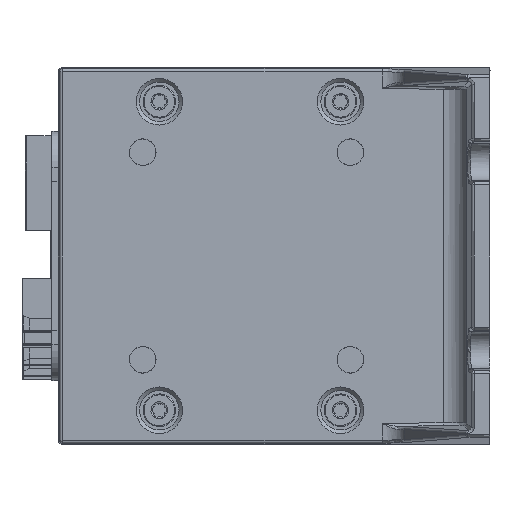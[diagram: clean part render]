
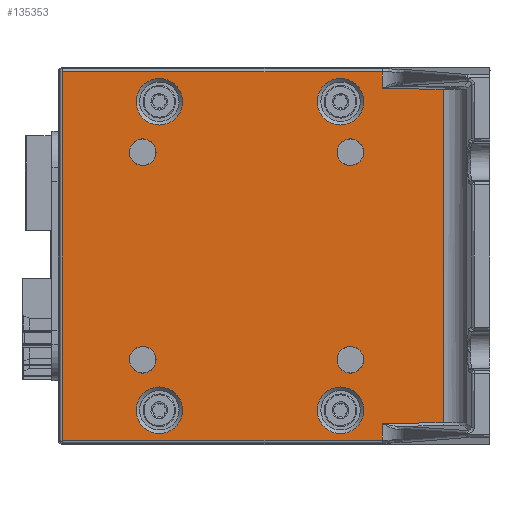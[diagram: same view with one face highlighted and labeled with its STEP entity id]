
A CAD part, left-side view. The second image highlights one B-rep face of the part: STEP entity #135353.
In plain terms, the highlighted planar face has unit normal (-1, 0, 0).
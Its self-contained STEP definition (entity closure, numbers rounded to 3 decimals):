
#1921=CIRCLE('',#141701,2.25);
#1923=CIRCLE('',#141704,2.25);
#1925=CIRCLE('',#141707,2.25);
#1927=CIRCLE('',#141710,2.25);
#1929=CIRCLE('',#141713,3.925);
#1931=CIRCLE('',#141716,3.925);
#1933=CIRCLE('',#141719,3.925);
#1935=CIRCLE('',#141722,3.925);
#3778=FACE_BOUND('',#28770,.T.);
#3779=FACE_BOUND('',#28771,.T.);
#3780=FACE_BOUND('',#28772,.T.);
#3781=FACE_BOUND('',#28773,.T.);
#3782=FACE_BOUND('',#28774,.T.);
#3783=FACE_BOUND('',#28775,.T.);
#3784=FACE_BOUND('',#28776,.T.);
#3785=FACE_BOUND('',#28777,.T.);
#20858=FACE_OUTER_BOUND('',#28769,.T.);
#28769=EDGE_LOOP('',(#121343,#121344,#121345,#121346,#121347,#121348,#121349,
#121350));
#28770=EDGE_LOOP('',(#121351));
#28771=EDGE_LOOP('',(#121352));
#28772=EDGE_LOOP('',(#121353));
#28773=EDGE_LOOP('',(#121354));
#28774=EDGE_LOOP('',(#121355));
#28775=EDGE_LOOP('',(#121356));
#28776=EDGE_LOOP('',(#121357));
#28777=EDGE_LOOP('',(#121358));
#39853=LINE('',#264364,#51329);
#39855=LINE('',#264371,#51331);
#39856=LINE('',#264375,#51332);
#39866=LINE('',#264873,#51342);
#39871=LINE('',#264959,#51347);
#39872=LINE('',#264962,#51348);
#39873=LINE('',#264963,#51349);
#39874=LINE('',#264964,#51350);
#51329=VECTOR('',#163810,1.);
#51331=VECTOR('',#163816,1.);
#51332=VECTOR('',#163821,1.);
#51342=VECTOR('',#163873,1.);
#51347=VECTOR('',#163890,1.);
#51348=VECTOR('',#163893,1.);
#51349=VECTOR('',#163894,1.);
#51350=VECTOR('',#163895,1.);
#64638=VERTEX_POINT('',#264133);
#64640=VERTEX_POINT('',#264139);
#64642=VERTEX_POINT('',#264145);
#64644=VERTEX_POINT('',#264151);
#64646=VERTEX_POINT('',#264157);
#64648=VERTEX_POINT('',#264163);
#64650=VERTEX_POINT('',#264169);
#64652=VERTEX_POINT('',#264175);
#64670=VERTEX_POINT('',#264310);
#64672=VERTEX_POINT('',#264362);
#64675=VERTEX_POINT('',#264369);
#64676=VERTEX_POINT('',#264374);
#64696=VERTEX_POINT('',#264719);
#64698=VERTEX_POINT('',#264872);
#64703=VERTEX_POINT('',#264957);
#64704=VERTEX_POINT('',#264961);
#83815=EDGE_CURVE('',#64638,#64638,#1921,.T.);
#83818=EDGE_CURVE('',#64640,#64640,#1923,.T.);
#83821=EDGE_CURVE('',#64642,#64642,#1925,.T.);
#83824=EDGE_CURVE('',#64644,#64644,#1927,.T.);
#83827=EDGE_CURVE('',#64646,#64646,#1929,.T.);
#83830=EDGE_CURVE('',#64648,#64648,#1931,.T.);
#83833=EDGE_CURVE('',#64650,#64650,#1933,.T.);
#83836=EDGE_CURVE('',#64652,#64652,#1935,.T.);
#83864=EDGE_CURVE('',#64670,#64672,#39853,.T.);
#83867=EDGE_CURVE('',#64672,#64675,#39855,.T.);
#83869=EDGE_CURVE('',#64675,#64676,#39856,.T.);
#83902=EDGE_CURVE('',#64696,#64698,#39866,.T.);
#83912=EDGE_CURVE('',#64698,#64703,#39871,.T.);
#83913=EDGE_CURVE('',#64703,#64704,#39872,.T.);
#83914=EDGE_CURVE('',#64704,#64670,#39873,.T.);
#83915=EDGE_CURVE('',#64676,#64696,#39874,.T.);
#121343=ORIENTED_EDGE('',*,*,#83913,.T.);
#121344=ORIENTED_EDGE('',*,*,#83914,.T.);
#121345=ORIENTED_EDGE('',*,*,#83864,.T.);
#121346=ORIENTED_EDGE('',*,*,#83867,.T.);
#121347=ORIENTED_EDGE('',*,*,#83869,.T.);
#121348=ORIENTED_EDGE('',*,*,#83915,.T.);
#121349=ORIENTED_EDGE('',*,*,#83902,.T.);
#121350=ORIENTED_EDGE('',*,*,#83912,.T.);
#121351=ORIENTED_EDGE('',*,*,#83824,.T.);
#121352=ORIENTED_EDGE('',*,*,#83821,.T.);
#121353=ORIENTED_EDGE('',*,*,#83818,.T.);
#121354=ORIENTED_EDGE('',*,*,#83815,.T.);
#121355=ORIENTED_EDGE('',*,*,#83836,.T.);
#121356=ORIENTED_EDGE('',*,*,#83833,.T.);
#121357=ORIENTED_EDGE('',*,*,#83830,.T.);
#121358=ORIENTED_EDGE('',*,*,#83827,.T.);
#128110=PLANE('',#141772);
#135353=ADVANCED_FACE('',(#20858,#3778,#3779,#3780,#3781,#3782,#3783,#3784,
#3785),#128110,.F.);
#141701=AXIS2_PLACEMENT_3D('',#264135,#163712,#163713);
#141704=AXIS2_PLACEMENT_3D('',#264141,#163719,#163720);
#141707=AXIS2_PLACEMENT_3D('',#264147,#163726,#163727);
#141710=AXIS2_PLACEMENT_3D('',#264153,#163733,#163734);
#141713=AXIS2_PLACEMENT_3D('',#264159,#163740,#163741);
#141716=AXIS2_PLACEMENT_3D('',#264165,#163747,#163748);
#141719=AXIS2_PLACEMENT_3D('',#264171,#163754,#163755);
#141722=AXIS2_PLACEMENT_3D('',#264177,#163761,#163762);
#141772=AXIS2_PLACEMENT_3D('',#264960,#163891,#163892);
#163712=DIRECTION('center_axis',(1.,0.,0.));
#163713=DIRECTION('ref_axis',(0.,0.,
-1.));
#163719=DIRECTION('center_axis',(1.,0.,0.));
#163720=DIRECTION('ref_axis',(0.,0.,
-1.));
#163726=DIRECTION('center_axis',(1.,0.,0.));
#163727=DIRECTION('ref_axis',(0.,0.,
1.));
#163733=DIRECTION('center_axis',(1.,0.,0.));
#163734=DIRECTION('ref_axis',(0.,0.,
1.));
#163740=DIRECTION('center_axis',(1.,0.,0.));
#163741=DIRECTION('ref_axis',(0.,0.,
-1.));
#163747=DIRECTION('center_axis',(1.,0.,0.));
#163748=DIRECTION('ref_axis',(0.,0.,
-1.));
#163754=DIRECTION('center_axis',(1.,0.,0.));
#163755=DIRECTION('ref_axis',(0.,0.,
-1.));
#163761=DIRECTION('center_axis',(1.,0.,0.));
#163762=DIRECTION('ref_axis',(0.,0.,
-1.));
#163810=DIRECTION('',(0.,1.,0.));
#163816=DIRECTION('',(0.,0.,-1.));
#163821=DIRECTION('',(0.,-1.,0.));
#163873=DIRECTION('',(0.,-1.,0.017));
#163890=DIRECTION('',(0.,0.,1.));
#163891=DIRECTION('center_axis',(1.,0.,0.));
#163892=DIRECTION('ref_axis',(0.,0.,
-1.));
#163893=DIRECTION('',(0.,1.,0.017));
#163894=DIRECTION('',(0.,0.,1.));
#163895=DIRECTION('',(0.,0.,1.));
#264133=CARTESIAN_POINT('',(-4.,23.2,19.75));
#264135=CARTESIAN_POINT('Origin',(-4.,23.2,17.5));
#264139=CARTESIAN_POINT('',(-4.,58.2,19.75));
#264141=CARTESIAN_POINT('Origin',(-4.,58.2,17.5));
#264145=CARTESIAN_POINT('',(-4.,23.2,-19.75));
#264147=CARTESIAN_POINT('Origin',(-4.,23.2,-17.5));
#264151=CARTESIAN_POINT('',(-4.,58.2,-19.75));
#264153=CARTESIAN_POINT('Origin',(-4.,58.2,-17.5));
#264157=CARTESIAN_POINT('',(-4.,55.4,-29.925));
#264159=CARTESIAN_POINT('Origin',(-4.,55.4,-26.));
#264163=CARTESIAN_POINT('',(-4.,55.4,22.075));
#264165=CARTESIAN_POINT('Origin',(-4.,55.4,26.));
#264169=CARTESIAN_POINT('',(-4.,24.85,22.075));
#264171=CARTESIAN_POINT('Origin',(-4.,24.85,26.));
#264175=CARTESIAN_POINT('',(-4.,24.85,-29.925));
#264177=CARTESIAN_POINT('Origin',(-4.,24.85,-26.));
#264310=CARTESIAN_POINT('',(-4.,17.808,31.032));
#264362=CARTESIAN_POINT('',(-4.,71.732,31.032));
#264364=CARTESIAN_POINT('',(-4.,72.217,31.032));
#264369=CARTESIAN_POINT('',(-4.,71.732,-31.032));
#264371=CARTESIAN_POINT('',(-4.,71.732,-31.517));
#264374=CARTESIAN_POINT('',(-4.,17.808,-31.032));
#264375=CARTESIAN_POINT('',(-4.,17.808,-31.032));
#264719=CARTESIAN_POINT('',(-4.,17.808,-28.261));
#264872=CARTESIAN_POINT('',(-4.,7.563,-28.083));
#264873=CARTESIAN_POINT('',(-4.,-0.788,-27.937));
#264957=CARTESIAN_POINT('',(-4.,7.563,28.083));
#264959=CARTESIAN_POINT('',(-4.,7.563,0.));
#264960=CARTESIAN_POINT('Origin',(-4.,-0.3,0.));
#264961=CARTESIAN_POINT('',(-4.,17.808,28.261));
#264962=CARTESIAN_POINT('',(-4.,-0.788,27.937));
#264963=CARTESIAN_POINT('',(-4.,17.808,31.63));
#264964=CARTESIAN_POINT('',(-4.,17.808,0.));
